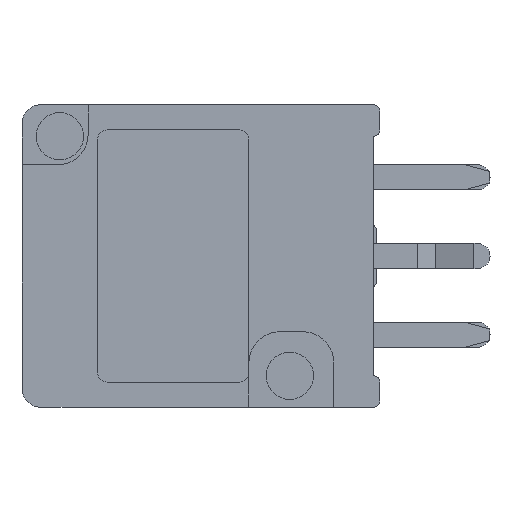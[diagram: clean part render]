
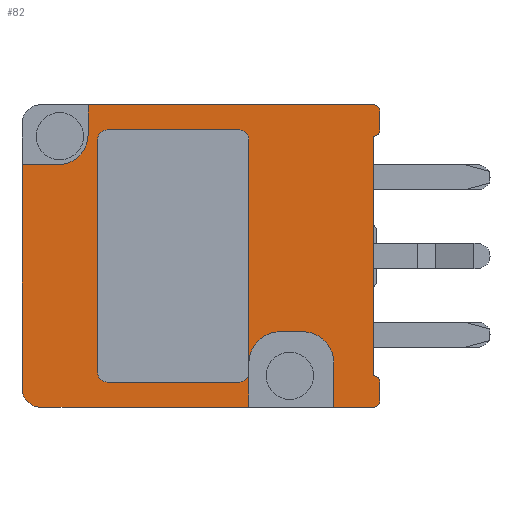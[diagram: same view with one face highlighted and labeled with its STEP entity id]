
A CAD part, left-side view. The second image highlights one B-rep face of the part: STEP entity #82.
In plain terms, the highlighted planar face has unit normal (-1, 0, 0).
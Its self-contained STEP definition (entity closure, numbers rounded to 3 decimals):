
#82=ADVANCED_FACE('',(#331),#332,.T.);
#331=FACE_OUTER_BOUND('',#762,.T.);
#332=PLANE('',#763);
#762=EDGE_LOOP('',(#2271,#2272,#2273,#2274,#2275,#2276,#2277,#2278,#2279,#2280,#2281,#2282,#2283,#2284,#2285,#2286,#2287,#2288,#2289,#2290,#2291,#2292,#2293,#2294,#2295,#2296,#2297,#2298));
#763=AXIS2_PLACEMENT_3D('',#2299,#2300,#2301);
#2271=ORIENTED_EDGE('',*,*,#3900,.F.);
#2272=ORIENTED_EDGE('',*,*,#3901,.F.);
#2273=ORIENTED_EDGE('',*,*,#3878,.F.);
#2274=ORIENTED_EDGE('',*,*,#3899,.F.);
#2275=ORIENTED_EDGE('',*,*,#3902,.F.);
#2276=ORIENTED_EDGE('',*,*,#3903,.F.);
#2277=ORIENTED_EDGE('',*,*,#3904,.T.);
#2278=ORIENTED_EDGE('',*,*,#3905,.F.);
#2279=ORIENTED_EDGE('',*,*,#3906,.F.);
#2280=ORIENTED_EDGE('',*,*,#3907,.F.);
#2281=ORIENTED_EDGE('',*,*,#3908,.F.);
#2282=ORIENTED_EDGE('',*,*,#3909,.F.);
#2283=ORIENTED_EDGE('',*,*,#3910,.T.);
#2284=ORIENTED_EDGE('',*,*,#3911,.F.);
#2285=ORIENTED_EDGE('',*,*,#3912,.T.);
#2286=ORIENTED_EDGE('',*,*,#3913,.F.);
#2287=ORIENTED_EDGE('',*,*,#3914,.T.);
#2288=ORIENTED_EDGE('',*,*,#3915,.F.);
#2289=ORIENTED_EDGE('',*,*,#3916,.T.);
#2290=ORIENTED_EDGE('',*,*,#3917,.F.);
#2291=ORIENTED_EDGE('',*,*,#3918,.T.);
#2292=ORIENTED_EDGE('',*,*,#3919,.F.);
#2293=ORIENTED_EDGE('',*,*,#3920,.T.);
#2294=ORIENTED_EDGE('',*,*,#3921,.F.);
#2295=ORIENTED_EDGE('',*,*,#3922,.F.);
#2296=ORIENTED_EDGE('',*,*,#3923,.F.);
#2297=ORIENTED_EDGE('',*,*,#3924,.F.);
#2298=ORIENTED_EDGE('',*,*,#3835,.F.);
#2299=CARTESIAN_POINT('',(-6.25,4.85,-4.2));
#2300=DIRECTION('',(-1.0,0.0,0.0));
#2301=DIRECTION('',(0.0,0.0,1.0));
#3835=EDGE_CURVE('',#4525,#4527,#4528,.T.);
#3878=EDGE_CURVE('',#4609,#4610,#4611,.T.);
#3899=EDGE_CURVE('',#4648,#4609,#4650,.T.);
#3900=EDGE_CURVE('',#4651,#4525,#4652,.T.);
#3901=EDGE_CURVE('',#4610,#4651,#4653,.T.);
#3902=EDGE_CURVE('',#4654,#4648,#4655,.T.);
#3903=EDGE_CURVE('',#4656,#4654,#4657,.T.);
#3904=EDGE_CURVE('',#4656,#4658,#4659,.T.);
#3905=EDGE_CURVE('',#4660,#4658,#4661,.T.);
#3906=EDGE_CURVE('',#4662,#4660,#4663,.T.);
#3907=EDGE_CURVE('',#4664,#4662,#4665,.T.);
#3908=EDGE_CURVE('',#4666,#4664,#4667,.T.);
#3909=EDGE_CURVE('',#4668,#4666,#4669,.T.);
#3910=EDGE_CURVE('',#4668,#4670,#4671,.T.);
#3911=EDGE_CURVE('',#4672,#4670,#4673,.T.);
#3912=EDGE_CURVE('',#4672,#4674,#4675,.T.);
#3913=EDGE_CURVE('',#4676,#4674,#4677,.T.);
#3914=EDGE_CURVE('',#4676,#4678,#4679,.T.);
#3915=EDGE_CURVE('',#4680,#4678,#4681,.T.);
#3916=EDGE_CURVE('',#4680,#4682,#4683,.T.);
#3917=EDGE_CURVE('',#4684,#4682,#4685,.T.);
#3918=EDGE_CURVE('',#4684,#4686,#4687,.T.);
#3919=EDGE_CURVE('',#4688,#4686,#4689,.T.);
#3920=EDGE_CURVE('',#4688,#4690,#4691,.T.);
#3921=EDGE_CURVE('',#4692,#4690,#4693,.T.);
#3922=EDGE_CURVE('',#4694,#4692,#4695,.T.);
#3923=EDGE_CURVE('',#4696,#4694,#4697,.T.);
#3924=EDGE_CURVE('',#4527,#4696,#4698,.T.);
#4525=VERTEX_POINT('',#6125);
#4527=VERTEX_POINT('',#6128);
#4528=LINE('',#6129,#6130);
#4609=VERTEX_POINT('',#6249);
#4610=VERTEX_POINT('',#6250);
#4611=CIRCLE('',#6251,0.2);
#4648=VERTEX_POINT('',#6307);
#4650=LINE('',#6310,#6311);
#4651=VERTEX_POINT('',#6312);
#4652=CIRCLE('',#6313,0.2);
#4653=LINE('',#6314,#6315);
#4654=VERTEX_POINT('',#6316);
#4655=LINE('',#6317,#6318);
#4656=VERTEX_POINT('',#6319);
#4657=CIRCLE('',#6320,0.95);
#4658=VERTEX_POINT('',#6321);
#4659=LINE('',#6322,#6323);
#4660=VERTEX_POINT('',#6324);
#4661=LINE('',#6325,#6326);
#4662=VERTEX_POINT('',#6327);
#4663=CIRCLE('',#6328,0.6);
#4664=VERTEX_POINT('',#6329);
#4665=LINE('',#6330,#6331);
#4666=VERTEX_POINT('',#6332);
#4667=LINE('',#6333,#6334);
#4668=VERTEX_POINT('',#6335);
#4669=CIRCLE('',#6336,0.3);
#4670=VERTEX_POINT('',#6337);
#4671=LINE('',#6338,#6339);
#4672=VERTEX_POINT('',#6340);
#4673=CIRCLE('',#6341,0.3);
#4674=VERTEX_POINT('',#6342);
#4675=LINE('',#6343,#6344);
#4676=VERTEX_POINT('',#6345);
#4677=CIRCLE('',#6346,0.3);
#4678=VERTEX_POINT('',#6347);
#4679=LINE('',#6348,#6349);
#4680=VERTEX_POINT('',#6350);
#4681=CIRCLE('',#6351,0.3);
#4682=VERTEX_POINT('',#6352);
#4683=LINE('',#6353,#6354);
#4684=VERTEX_POINT('',#6355);
#4685=CIRCLE('',#6356,1.0);
#4686=VERTEX_POINT('',#6357);
#4687=LINE('',#6358,#6359);
#4688=VERTEX_POINT('',#6360);
#4689=CIRCLE('',#6361,1.0);
#4690=VERTEX_POINT('',#6362);
#4691=LINE('',#6363,#6364);
#4692=VERTEX_POINT('',#6365);
#4693=LINE('',#6366,#6367);
#4694=VERTEX_POINT('',#6368);
#4695=CIRCLE('',#6369,0.2);
#4696=VERTEX_POINT('',#6370);
#4697=LINE('',#6371,#6372);
#4698=CIRCLE('',#6373,0.2);
#6125=CARTESIAN_POINT('',(-6.25,-6.3,3.8));
#6128=CARTESIAN_POINT('',(-6.25,-6.3,-3.8));
#6129=CARTESIAN_POINT('',(-6.25,-6.3,3.8));
#6130=VECTOR('',#8179,7.6);
#6249=CARTESIAN_POINT('',(-6.25,-6.3,4.8));
#6250=CARTESIAN_POINT('',(-6.25,-6.5,4.6));
#6251=AXIS2_PLACEMENT_3D('',#8230,#8231,#8232);
#6307=CARTESIAN_POINT('',(-6.25,2.75,4.8));
#6310=CARTESIAN_POINT('',(-6.25,2.75,4.8));
#6311=VECTOR('',#8253,9.05);
#6312=CARTESIAN_POINT('',(-6.25,-6.5,4.0));
#6313=AXIS2_PLACEMENT_3D('',#8254,#8255,#8256);
#6314=CARTESIAN_POINT('',(-6.25,-6.5,4.6));
#6315=VECTOR('',#8257,0.6);
#6316=CARTESIAN_POINT('',(-6.25,2.75,3.85));
#6317=CARTESIAN_POINT('',(-6.25,2.75,3.85));
#6318=VECTOR('',#8258,0.95);
#6319=CARTESIAN_POINT('',(-6.25,3.7,2.9));
#6320=AXIS2_PLACEMENT_3D('',#8259,#8260,#8261);
#6321=CARTESIAN_POINT('',(-6.25,4.85,2.9));
#6322=CARTESIAN_POINT('',(-6.25,3.7,2.9));
#6323=VECTOR('',#8262,1.15);
#6324=CARTESIAN_POINT('',(-6.25,4.85,-4.2));
#6325=CARTESIAN_POINT('',(-6.25,4.85,-4.2));
#6326=VECTOR('',#8263,7.1);
#6327=CARTESIAN_POINT('',(-6.25,4.25,-4.8));
#6328=AXIS2_PLACEMENT_3D('',#8264,#8265,#8266);
#6329=CARTESIAN_POINT('',(-6.25,-2.35,-4.8));
#6330=CARTESIAN_POINT('',(-6.25,-2.35,-4.8));
#6331=VECTOR('',#8267,6.6);
#6332=CARTESIAN_POINT('',(-6.25,-2.35,-3.7));
#6333=CARTESIAN_POINT('',(-6.25,-2.35,-3.7));
#6334=VECTOR('',#8268,1.1);
#6335=CARTESIAN_POINT('',(-6.25,-2.05,-4.0));
#6336=AXIS2_PLACEMENT_3D('',#8269,#8270,#8271);
#6337=CARTESIAN_POINT('',(-6.25,2.15,-4.0));
#6338=CARTESIAN_POINT('',(-6.25,-2.05,-4.0));
#6339=VECTOR('',#8272,4.2);
#6340=CARTESIAN_POINT('',(-6.25,2.45,-3.7));
#6341=AXIS2_PLACEMENT_3D('',#8273,#8274,#8275);
#6342=CARTESIAN_POINT('',(-6.25,2.45,3.7));
#6343=CARTESIAN_POINT('',(-6.25,2.45,-3.7));
#6344=VECTOR('',#8276,7.4);
#6345=CARTESIAN_POINT('',(-6.25,2.15,4.0));
#6346=AXIS2_PLACEMENT_3D('',#8277,#8278,#8279);
#6347=CARTESIAN_POINT('',(-6.25,-2.05,4.0));
#6348=CARTESIAN_POINT('',(-6.25,2.15,4.0));
#6349=VECTOR('',#8280,4.2);
#6350=CARTESIAN_POINT('',(-6.25,-2.35,3.7));
#6351=AXIS2_PLACEMENT_3D('',#8281,#8282,#8283);
#6352=CARTESIAN_POINT('',(-6.25,-2.35,-3.4));
#6353=CARTESIAN_POINT('',(-6.25,-2.35,3.7));
#6354=VECTOR('',#8284,7.1);
#6355=CARTESIAN_POINT('',(-6.25,-3.35,-2.4));
#6356=AXIS2_PLACEMENT_3D('',#8285,#8286,#8287);
#6357=CARTESIAN_POINT('',(-6.25,-4.05,-2.4));
#6358=CARTESIAN_POINT('',(-6.25,-3.35,-2.4));
#6359=VECTOR('',#8288,0.7);
#6360=CARTESIAN_POINT('',(-6.25,-5.05,-3.4));
#6361=AXIS2_PLACEMENT_3D('',#8289,#8290,#8291);
#6362=CARTESIAN_POINT('',(-6.25,-5.05,-4.8));
#6363=CARTESIAN_POINT('',(-6.25,-5.05,-3.4));
#6364=VECTOR('',#8292,1.4);
#6365=CARTESIAN_POINT('',(-6.25,-6.3,-4.8));
#6366=CARTESIAN_POINT('',(-6.25,-6.3,-4.8));
#6367=VECTOR('',#8293,1.25);
#6368=CARTESIAN_POINT('',(-6.25,-6.5,-4.6));
#6369=AXIS2_PLACEMENT_3D('',#8294,#8295,#8296);
#6370=CARTESIAN_POINT('',(-6.25,-6.5,-4.0));
#6371=CARTESIAN_POINT('',(-6.25,-6.5,-4.0));
#6372=VECTOR('',#8297,0.6);
#6373=AXIS2_PLACEMENT_3D('',#8298,#8299,#8300);
#8179=DIRECTION('',(0.0,0.0,-1.0));
#8230=CARTESIAN_POINT('',(-6.25,-6.3,4.6));
#8231=DIRECTION('',(1.0,0.0,-0.0));
#8232=DIRECTION('',(0.0,0.0,1.0));
#8253=DIRECTION('',(0.0,-1.0,0.0));
#8254=CARTESIAN_POINT('',(-6.25,-6.3,4.0));
#8255=DIRECTION('',(1.0,0.0,0.0));
#8256=DIRECTION('',(0.0,-1.0,0.0));
#8257=DIRECTION('',(0.0,0.0,-1.0));
#8258=DIRECTION('',(0.0,0.0,1.0));
#8259=CARTESIAN_POINT('',(-6.25,3.7,3.85));
#8260=DIRECTION('',(-1.0,0.0,0.0));
#8261=DIRECTION('',(0.0,0.0,-1.0));
#8262=DIRECTION('',(0.0,1.0,0.0));
#8263=DIRECTION('',(0.0,0.0,1.0));
#8264=CARTESIAN_POINT('',(-6.25,4.25,-4.2));
#8265=DIRECTION('',(1.0,0.0,0.0));
#8266=DIRECTION('',(0.0,0.0,-1.0));
#8267=DIRECTION('',(0.0,1.0,0.0));
#8268=DIRECTION('',(0.0,0.0,-1.0));
#8269=CARTESIAN_POINT('',(-6.25,-2.05,-3.7));
#8270=DIRECTION('',(-1.0,0.0,0.0));
#8271=DIRECTION('',(0.0,0.0,-1.0));
#8272=DIRECTION('',(0.0,1.0,0.0));
#8273=CARTESIAN_POINT('',(-6.25,2.15,-3.7));
#8274=DIRECTION('',(-1.0,0.0,0.0));
#8275=DIRECTION('',(0.0,1.0,0.0));
#8276=DIRECTION('',(0.0,0.0,1.0));
#8277=CARTESIAN_POINT('',(-6.25,2.15,3.7));
#8278=DIRECTION('',(-1.0,0.0,0.0));
#8279=DIRECTION('',(0.0,0.0,1.0));
#8280=DIRECTION('',(0.0,-1.0,0.0));
#8281=CARTESIAN_POINT('',(-6.25,-2.05,3.7));
#8282=DIRECTION('',(-1.0,0.0,0.0));
#8283=DIRECTION('',(0.0,-1.0,0.0));
#8284=DIRECTION('',(0.0,0.0,-1.0));
#8285=CARTESIAN_POINT('',(-6.25,-3.35,-3.4));
#8286=DIRECTION('',(-1.0,0.0,0.0));
#8287=DIRECTION('',(0.0,0.0,1.0));
#8288=DIRECTION('',(0.0,-1.0,0.0));
#8289=CARTESIAN_POINT('',(-6.25,-4.05,-3.4));
#8290=DIRECTION('',(-1.0,0.0,0.0));
#8291=DIRECTION('',(0.0,-1.0,0.0));
#8292=DIRECTION('',(0.0,0.0,-1.0));
#8293=DIRECTION('',(0.0,1.0,0.0));
#8294=CARTESIAN_POINT('',(-6.25,-6.3,-4.6));
#8295=DIRECTION('',(1.0,0.0,0.0));
#8296=DIRECTION('',(0.0,-1.0,0.0));
#8297=DIRECTION('',(0.0,0.0,-1.0));
#8298=CARTESIAN_POINT('',(-6.25,-6.3,-4.0));
#8299=DIRECTION('',(1.0,0.0,-0.0));
#8300=DIRECTION('',(0.0,0.0,1.0));
